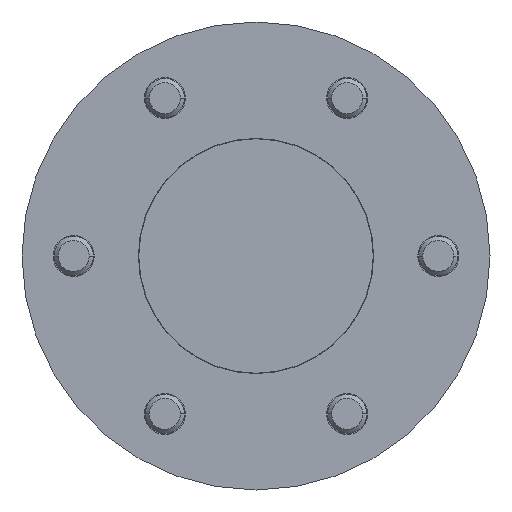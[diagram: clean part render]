
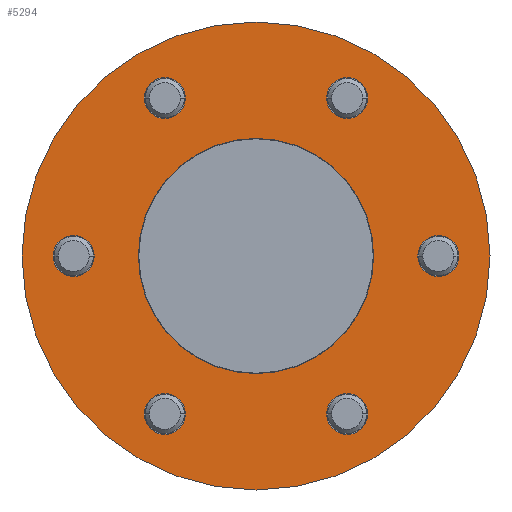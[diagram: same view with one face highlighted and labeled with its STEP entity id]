
A CAD part, front view. The second image highlights one B-rep face of the part: STEP entity #5294.
In plain terms, the highlighted planar face has unit normal (0, -1, 0).
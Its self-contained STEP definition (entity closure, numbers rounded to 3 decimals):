
#1=CARTESIAN_POINT('',(0.,0.,0.));
#2=DIRECTION('',(0.,1.,0.));
#3=DIRECTION('',(1.,0.,0.));
#4=AXIS2_PLACEMENT_3D('',#1,#2,#3);
#6=CARTESIAN_POINT('',(0.,0.,0.));
#7=DIRECTION('',(0.,1.,0.));
#8=DIRECTION('',(-1.,0.,0.));
#9=AXIS2_PLACEMENT_3D('',#6,#7,#8);
#11=CARTESIAN_POINT('',(-111.25,0.,-192.691));
#12=DIRECTION('',(0.,1.,0.));
#13=DIRECTION('',(1.,0.,0.));
#14=AXIS2_PLACEMENT_3D('',#11,#12,#13);
#16=CARTESIAN_POINT('',(-111.25,0.,-192.691));
#17=DIRECTION('',(0.,1.,0.));
#18=DIRECTION('',(-1.,0.,0.));
#19=AXIS2_PLACEMENT_3D('',#16,#17,#18);
#21=CARTESIAN_POINT('',(111.25,0.,-192.691));
#22=DIRECTION('',(0.,1.,0.));
#23=DIRECTION('',(1.,0.,0.));
#24=AXIS2_PLACEMENT_3D('',#21,#22,#23);
#26=CARTESIAN_POINT('',(111.25,0.,-192.691));
#27=DIRECTION('',(0.,1.,0.));
#28=DIRECTION('',(-1.,0.,0.));
#29=AXIS2_PLACEMENT_3D('',#26,#27,#28);
#31=CARTESIAN_POINT('',(222.5,0.,0.));
#32=DIRECTION('',(0.,1.,0.));
#33=DIRECTION('',(1.,0.,0.));
#34=AXIS2_PLACEMENT_3D('',#31,#32,#33);
#36=CARTESIAN_POINT('',(222.5,0.,0.));
#37=DIRECTION('',(0.,1.,0.));
#38=DIRECTION('',(-1.,0.,0.));
#39=AXIS2_PLACEMENT_3D('',#36,#37,#38);
#41=CARTESIAN_POINT('',(111.25,0.,192.691));
#42=DIRECTION('',(0.,1.,0.));
#43=DIRECTION('',(1.,0.,0.));
#44=AXIS2_PLACEMENT_3D('',#41,#42,#43);
#46=CARTESIAN_POINT('',(111.25,0.,192.691));
#47=DIRECTION('',(0.,1.,0.));
#48=DIRECTION('',(-1.,0.,0.));
#49=AXIS2_PLACEMENT_3D('',#46,#47,#48);
#51=CARTESIAN_POINT('',(-111.25,0.,192.691));
#52=DIRECTION('',(0.,1.,0.));
#53=DIRECTION('',(1.,0.,0.));
#54=AXIS2_PLACEMENT_3D('',#51,#52,#53);
#56=CARTESIAN_POINT('',(-111.25,0.,192.691));
#57=DIRECTION('',(0.,1.,0.));
#58=DIRECTION('',(-1.,0.,0.));
#59=AXIS2_PLACEMENT_3D('',#56,#57,#58);
#61=CARTESIAN_POINT('',(-222.5,0.,0.));
#62=DIRECTION('',(0.,1.,0.));
#63=DIRECTION('',(1.,0.,0.));
#64=AXIS2_PLACEMENT_3D('',#61,#62,#63);
#66=CARTESIAN_POINT('',(-222.5,0.,0.));
#67=DIRECTION('',(0.,1.,0.));
#68=DIRECTION('',(-1.,0.,0.));
#69=AXIS2_PLACEMENT_3D('',#66,#67,#68);
#71=CARTESIAN_POINT('',(0.,0.,0.));
#72=DIRECTION('',(0.,-1.,0.));
#73=DIRECTION('',(1.,0.,0.));
#74=AXIS2_PLACEMENT_3D('',#71,#72,#73);
#76=CARTESIAN_POINT('',(0.,0.,0.));
#77=DIRECTION('',(0.,-1.,0.));
#78=DIRECTION('',(-1.,0.,0.));
#79=AXIS2_PLACEMENT_3D('',#76,#77,#78);
#3945=CARTESIAN_POINT('',(285.5,0.,0.));
#3946=CARTESIAN_POINT('',(-285.5,0.,0.));
#3947=VERTEX_POINT('',#3945);
#3948=VERTEX_POINT('',#3946);
#4001=CARTESIAN_POINT('',(-86.25,0.,-192.691));
#4002=CARTESIAN_POINT('',(-136.25,0.,-192.691));
#4003=VERTEX_POINT('',#4001);
#4004=VERTEX_POINT('',#4002);
#4005=CARTESIAN_POINT('',(136.25,0.,-192.691));
#4006=CARTESIAN_POINT('',(86.25,0.,-192.691));
#4007=VERTEX_POINT('',#4005);
#4008=VERTEX_POINT('',#4006);
#4009=CARTESIAN_POINT('',(247.5,0.,0.));
#4010=CARTESIAN_POINT('',(197.5,0.,0.));
#4011=VERTEX_POINT('',#4009);
#4012=VERTEX_POINT('',#4010);
#4013=CARTESIAN_POINT('',(136.25,0.,192.691));
#4014=CARTESIAN_POINT('',(86.25,0.,192.691));
#4015=VERTEX_POINT('',#4013);
#4016=VERTEX_POINT('',#4014);
#4017=CARTESIAN_POINT('',(-86.25,0.,192.691));
#4018=CARTESIAN_POINT('',(-136.25,0.,192.691));
#4019=VERTEX_POINT('',#4017);
#4020=VERTEX_POINT('',#4018);
#4021=CARTESIAN_POINT('',(-197.5,0.,0.));
#4022=CARTESIAN_POINT('',(-247.5,0.,0.));
#4023=VERTEX_POINT('',#4021);
#4024=VERTEX_POINT('',#4022);
#4049=CARTESIAN_POINT('',(143.5,0.,0.));
#4050=CARTESIAN_POINT('',(-143.5,0.,0.));
#4051=VERTEX_POINT('',#4049);
#4052=VERTEX_POINT('',#4050);
#5241=CARTESIAN_POINT('',(0.,0.,0.));
#5242=DIRECTION('',(0.,1.,0.));
#5243=DIRECTION('',(1.,0.,0.));
#5244=AXIS2_PLACEMENT_3D('',#5241,#5242,#5243);
#5245=PLANE('',#5244);
#5247=ORIENTED_EDGE('',*,*,#5246,.T.);
#5249=ORIENTED_EDGE('',*,*,#5248,.T.);
#5250=EDGE_LOOP('',(#5247,#5249));
#5251=FACE_OUTER_BOUND('',#5250,.F.);
#5253=ORIENTED_EDGE('',*,*,#5252,.F.);
#5255=ORIENTED_EDGE('',*,*,#5254,.F.);
#5256=EDGE_LOOP('',(#5253,#5255));
#5257=FACE_BOUND('',#5256,.F.);
#5259=ORIENTED_EDGE('',*,*,#5258,.F.);
#5261=ORIENTED_EDGE('',*,*,#5260,.F.);
#5262=EDGE_LOOP('',(#5259,#5261));
#5263=FACE_BOUND('',#5262,.F.);
#5265=ORIENTED_EDGE('',*,*,#5264,.F.);
#5267=ORIENTED_EDGE('',*,*,#5266,.F.);
#5268=EDGE_LOOP('',(#5265,#5267));
#5269=FACE_BOUND('',#5268,.F.);
#5271=ORIENTED_EDGE('',*,*,#5270,.F.);
#5273=ORIENTED_EDGE('',*,*,#5272,.F.);
#5274=EDGE_LOOP('',(#5271,#5273));
#5275=FACE_BOUND('',#5274,.F.);
#5277=ORIENTED_EDGE('',*,*,#5276,.F.);
#5279=ORIENTED_EDGE('',*,*,#5278,.F.);
#5280=EDGE_LOOP('',(#5277,#5279));
#5281=FACE_BOUND('',#5280,.F.);
#5283=ORIENTED_EDGE('',*,*,#5282,.F.);
#5285=ORIENTED_EDGE('',*,*,#5284,.F.);
#5286=EDGE_LOOP('',(#5283,#5285));
#5287=FACE_BOUND('',#5286,.F.);
#5289=ORIENTED_EDGE('',*,*,#5288,.T.);
#5291=ORIENTED_EDGE('',*,*,#5290,.T.);
#5292=EDGE_LOOP('',(#5289,#5291));
#5293=FACE_BOUND('',#5292,.F.);
#5294=ADVANCED_FACE('',(#5251,#5257,#5263,#5269,#5275,#5281,#5287,#5293),#5245,
.F.);
#5=CIRCLE('',#4,285.5);
#10=CIRCLE('',#9,285.5);
#15=CIRCLE('',#14,25.);
#20=CIRCLE('',#19,25.);
#25=CIRCLE('',#24,25.);
#30=CIRCLE('',#29,25.);
#35=CIRCLE('',#34,25.);
#40=CIRCLE('',#39,25.);
#45=CIRCLE('',#44,25.);
#50=CIRCLE('',#49,25.);
#55=CIRCLE('',#54,25.);
#60=CIRCLE('',#59,25.);
#65=CIRCLE('',#64,25.);
#70=CIRCLE('',#69,25.);
#75=CIRCLE('',#74,143.5);
#80=CIRCLE('',#79,143.5);
#5246=EDGE_CURVE('',#3947,#3948,#5,.T.);
#5248=EDGE_CURVE('',#3948,#3947,#10,.T.);
#5252=EDGE_CURVE('',#4003,#4004,#15,.T.);
#5254=EDGE_CURVE('',#4004,#4003,#20,.T.);
#5258=EDGE_CURVE('',#4007,#4008,#25,.T.);
#5260=EDGE_CURVE('',#4008,#4007,#30,.T.);
#5264=EDGE_CURVE('',#4011,#4012,#35,.T.);
#5266=EDGE_CURVE('',#4012,#4011,#40,.T.);
#5270=EDGE_CURVE('',#4015,#4016,#45,.T.);
#5272=EDGE_CURVE('',#4016,#4015,#50,.T.);
#5276=EDGE_CURVE('',#4019,#4020,#55,.T.);
#5278=EDGE_CURVE('',#4020,#4019,#60,.T.);
#5282=EDGE_CURVE('',#4023,#4024,#65,.T.);
#5284=EDGE_CURVE('',#4024,#4023,#70,.T.);
#5288=EDGE_CURVE('',#4051,#4052,#75,.T.);
#5290=EDGE_CURVE('',#4052,#4051,#80,.T.);
